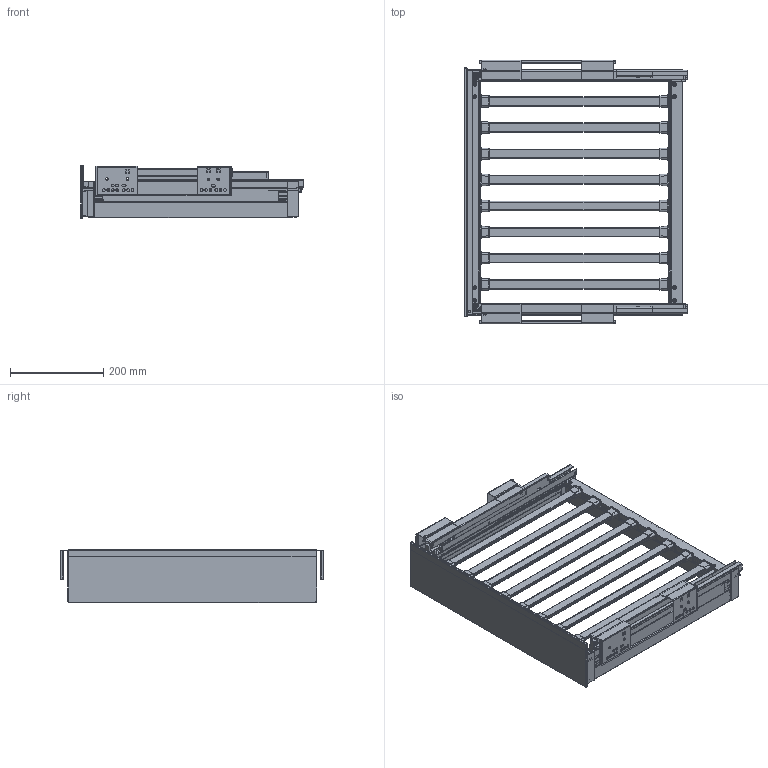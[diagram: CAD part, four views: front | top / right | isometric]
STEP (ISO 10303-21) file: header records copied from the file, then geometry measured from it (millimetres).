
FILE_DESCRIPTION((''),'2;1');
FILE_NAME('MC4060GR_ASM','2025-10-08T',('pc'),(''),'PRO/ENGINEER BY PARAMETRIC TECHNOLOGY CORPORATION, 2011310','PRO/ENGINEER BY PARAMETRIC TECHNOLOGY CORPORATION, 2011310','');
FILE_SCHEMA(('CONFIG_CONTROL_DESIGN'));
Products named in the file (41): QIAN-HENG-TIAO_11_6_3; QIAN-ZUO_1_6_1; QIAN-YOU_1_6_1; LV-ZUO-YOU-_1_6_1; HOU-ZUO_1_6_1; HOU-HENG-TIAO_1_6_3; HOU-YOU_1_6_1; JIAO-MAO_1_6_1; DG-CHA-PIAN-ZUO_1_6_1; DG-CHA-PIAN-YOU_1_6_1; 435_1_6_1; 710_1_6_2; LV-4_1_6_2; DIZUO_G_1_6_1; DIZUO2_G_1_6_1; PRT0001_G_1_6_1; ZHONGGUI_G_1_6_1; SHANGGUI_G_1_6_1; MANIFOLD_SOLID_BREP_105741; MANIFOLD_SOLID_BREP_106647; MANIFOLD_SOLID_BREP_108077; SULIAOJIAN_G_1_6_1_ASM; D-G-ZUHE-YOU_1_6_ASM_1_ASM; DIZUO_MIR_D_1_6_1; DIZUO2_MIR_D_1_6_1; PRT0001_MIR_D_1_6_1; ZHONGGUI_MIR_D_1_6_1; SHANGGUI_MIR_D_1_6_1; MANIFOLD_SOLID_BREP_123253; MANIFOLD_SOLID_BREP_124159; MANIFOLD_SOLID_BREP_125589; SULIAOJIAN_MIR_D_1_6_1_ASM; D-G-ZUHE-ZUO_1_6_ASM_1_ASM; QIAN-BAN_1_6_3; DAO-GUI-GAI_6_1; JIAO-LV_1__1; JJ-_1__1; KU-GAN-JIAO-_1__1; KU-GAN-1_ASM_2_ASM; MC-3060GR-_ASM_6_ASM ...
Assembly tree (54 placements, depth 5):
  MC4060GR_ASM
    MC-3060GR-_ASM_6_ASM
      QIAN-HENG-TIAO_11_6_3
      QIAN-ZUO_1_6_1
      QIAN-YOU_1_6_1
      LV-ZUO-YOU-_1_6_1  x2
      HOU-ZUO_1_6_1
      HOU-HENG-TIAO_1_6_3
      HOU-YOU_1_6_1
      JIAO-MAO_1_6_1  x4
      DG-CHA-PIAN-ZUO_1_6_1
      DG-CHA-PIAN-YOU_1_6_1
      435_1_6_1  x2
      710_1_6_2
      LV-4_1_6_2
      D-G-ZUHE-YOU_1_6_ASM_1_ASM
        DIZUO_G_1_6_1
        DIZUO2_G_1_6_1
        PRT0001_G_1_6_1
        ZHONGGUI_G_1_6_1
        SHANGGUI_G_1_6_1
        SULIAOJIAN_G_1_6_1_ASM
          MANIFOLD_SOLID_BREP_105741
          MANIFOLD_SOLID_BREP_106647
          MANIFOLD_SOLID_BREP_108077
      D-G-ZUHE-ZUO_1_6_ASM_1_ASM
        DIZUO_MIR_D_1_6_1
        DIZUO2_MIR_D_1_6_1
        PRT0001_MIR_D_1_6_1
        ZHONGGUI_MIR_D_1_6_1
        SHANGGUI_MIR_D_1_6_1
        SULIAOJIAN_MIR_D_1_6_1_ASM
          MANIFOLD_SOLID_BREP_123253
          MANIFOLD_SOLID_BREP_124159
          MANIFOLD_SOLID_BREP_125589
      QIAN-BAN_1_6_3
      DAO-GUI-GAI_6_1  x2
      KU-GAN-1_ASM_2_ASM  x8
        JIAO-LV_1__1
        JJ-_1__1
        KU-GAN-JIAO-_1__1
Bounding box: 479.38 x 564 x 114.2 mm (x, y, z)
Volume: 1460306.6 mm3; surface area: 1743457.8 mm2
Topology: 69 solids, 69 shells, 7512 faces, 19743 edges, 12266 vertices
Faces by surface type: cylinder 3185, plane 2905, bspline 650, torus 434, sphere 182, cone 144, extrusion 12
Entity records: 141435 total; most frequent: CARTESIAN_POINT 40667, ORIENTED_EDGE 21566, DIRECTION 19992, EDGE_CURVE 10783, VERTEX_POINT 6746, AXIS2_PLACEMENT_3D 6700, VECTOR 6592, LINE 6580
